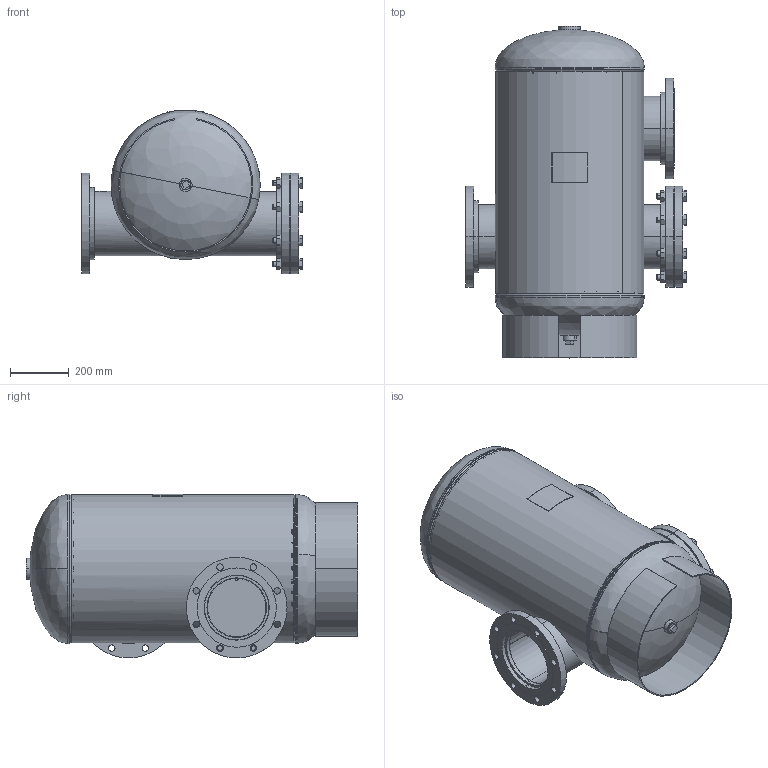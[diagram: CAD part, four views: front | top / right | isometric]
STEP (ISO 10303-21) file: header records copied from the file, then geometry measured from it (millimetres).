
FILE_DESCRIPTION (( 'STEP AP203' ), '1' );
FILE_NAME ('SPA-8-S.STEP', '2021-03-17T19:06:18', ( '' ), ( '' ), 'SwSTEP 2.0', 'SolidWorks 2021', '' );
FILE_SCHEMA (( 'CONFIG_CONTROL_DESIGN' ));
Length unit declared in the file: inch
Products named in the file (20): 05108001; 9200120; 72P0665_11.5; 72A0663; PLUGS_9500150; Garlock F.F. Gaskets 150# .0625 tk_9471008; 9100240_.5; 72Q0667; 72A0664; 9600830_20" VERT; 9301120_12; 72J0666; SPA-8-S; 9800580_HHBOLT 0.7500-10x4x4-N; 9500050; BLIND FLANGES ASME B16.5_8 150# SA-105; SORF FLANGES ASME B16.5_8 150# SA-105; 9800630_HHNUT 0.7500-10-D-N; 9500080
Assembly tree (35 placements, depth 3):
  SPA-8-S
    05108001
    9200120
    9200120
    9500050
    9500080
    PLUGS_9500150
    72A0663
      9301120_12
      SORF FLANGES ASME B16.5_8 150# SA-105
    72A0664  x2
      72P0665_11.5
      SORF FLANGES ASME B16.5_8 150# SA-105
    BLIND FLANGES ASME B16.5_8 150# SA-105
    Garlock F.F. Gaskets 150# .0625 tk_9471008
    9800580_HHBOLT 0.7500-10x4x4-N  x8
    9800630_HHNUT 0.7500-10-D-N  x8
    72Q0667
    9100240_.5
    72J0666
    9600830_20" VERT
Bounding box: 754.67 x 1129.97 x 558.24 mm (x, y, z)
Volume: 18354766.8 mm3; surface area: 6694291.4 mm2
Topology: 34 solids, 34 shells, 664 faces, 1484 edges, 904 vertices
Faces by surface type: cylinder 220, cone 216, plane 192, bspline 20, torus 16
Full cylindrical faces by diameter (mm): 198.438 x1, 201.612 x1
Entity records: 21270 total; most frequent: CARTESIAN_POINT 12203, DIRECTION 1464, ORIENTED_EDGE 1256, EDGE_CURVE 628, AXIS2_PLACEMENT_3D 627, VERTEX_POINT 394, EDGE_LOOP 350, CIRCLE 334
